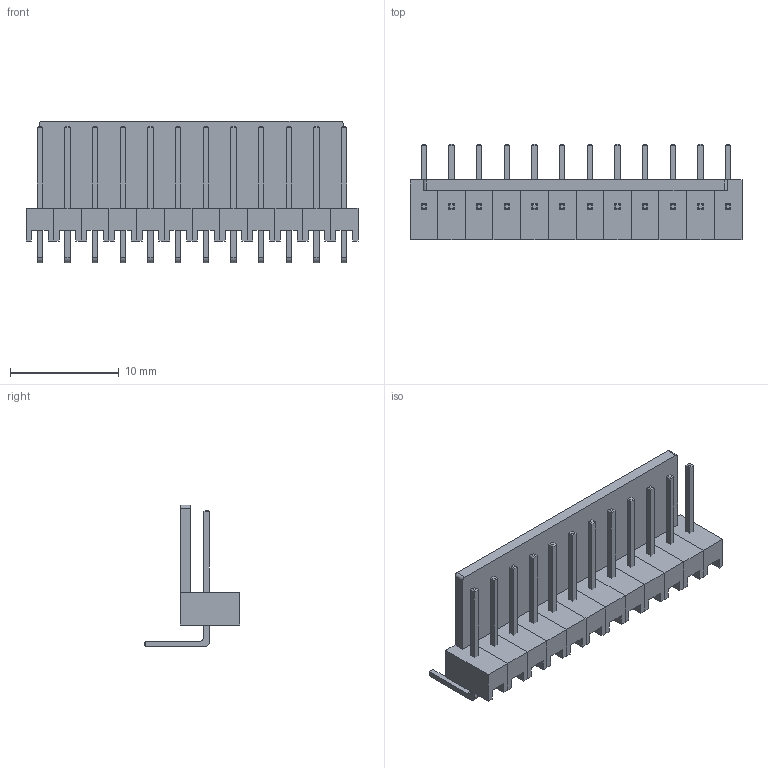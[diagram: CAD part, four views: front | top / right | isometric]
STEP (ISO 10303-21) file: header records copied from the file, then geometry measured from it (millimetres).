
FILE_DESCRIPTION(('FreeCAD Model'),'2;1');
FILE_NAME( '12PA.stp', '2017-07-30T12:01:04',('Author'),(''), 'Open CASCADE STEP processor 6.8','FreeCAD','Unknown');
FILE_SCHEMA(('AUTOMOTIVE_DESIGN_CC2 { 1 2 10303 214 -1 1 5 4 }'));
Length unit declared in the file: millimetre
Products named in the file (4): ASSEMBLY; Array; Fillet; Array001
Assembly tree (3 placements, depth 2):
  ASSEMBLY
    Array
    Fillet
    Array001
Bounding box: 30.48 x 8.8 x 13 mm (x, y, z)
Volume: 678.6 mm3; surface area: 1960 mm2
Topology: 25 solids, 25 shells, 344 faces, 786 edges, 492 vertices
Faces by surface type: plane 318, cylinder 26
Entity records: 19870 total; most frequent: CARTESIAN_POINT 3222, DIRECTION 3102, LINE 2254, VECTOR 2254, ORIENTED_EDGE 1572, PCURVE 1572, DEFINITIONAL_REPRESENTATION 1572, EDGE_CURVE 786
